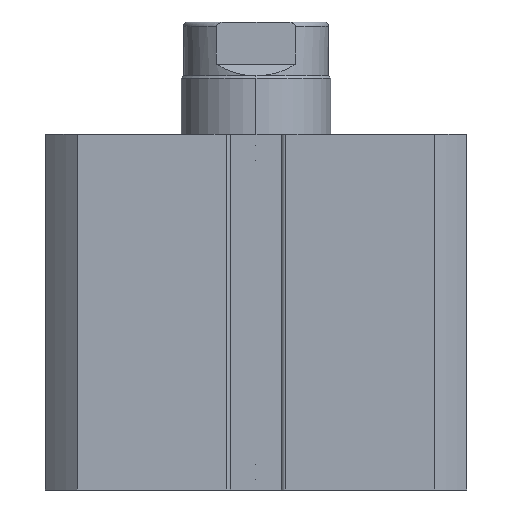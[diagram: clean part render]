
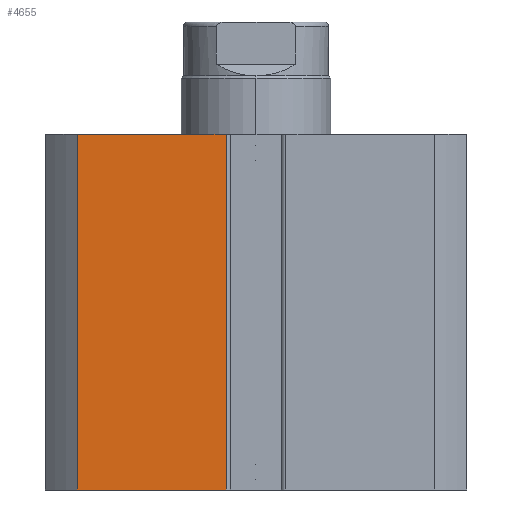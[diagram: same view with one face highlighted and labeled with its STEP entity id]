
A CAD part, front view. The second image highlights one B-rep face of the part: STEP entity #4655.
In plain terms, the highlighted planar face has unit normal (0, -1, 0).
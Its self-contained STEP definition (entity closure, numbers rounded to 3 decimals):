
#118 = VERTEX_POINT ( 'NONE', #3892 ) ;
#452 = EDGE_CURVE ( 'NONE', #118, #3088, #3340, .T. ) ;
#453 = EDGE_CURVE ( 'NONE', #3000, #3015, #3331, .T. ) ;
#471 = AXIS2_PLACEMENT_3D ( 'NONE', #5376, #5379, #5380 ) ;
#681 = EDGE_CURVE ( 'NONE', #3088, #3015, #3506, .T. ) ;
#1144 = EDGE_CURVE ( 'NONE', #118, #3000, #4939, .T. ) ;
#1805 = DIRECTION ( 'NONE',  ( 0., 0., 1. ) ) ;
#1863 = DIRECTION ( 'NONE',  ( 1., 0., 0. ) ) ;
#1979 = DIRECTION ( 'NONE',  ( 0., 0., 1. ) ) ;
#2054 = CARTESIAN_POINT ( 'NONE',  ( -3.2, -22.5, 38. ) ) ;
#2074 = CARTESIAN_POINT ( 'NONE',  ( -19.079, -22.5, 0. ) ) ;
#2594 = CARTESIAN_POINT ( 'NONE',  ( -22.5, -22.5, 38. ) ) ;
#2863 = ORIENTED_EDGE ( 'NONE', *, *, #681, .F. ) ;
#2866 = ORIENTED_EDGE ( 'NONE', *, *, #453, .T. ) ;
#2883 = ORIENTED_EDGE ( 'NONE', *, *, #1144, .T. ) ;
#2982 = ORIENTED_EDGE ( 'NONE', *, *, #452, .F. ) ;
#3000 = VERTEX_POINT ( 'NONE', #6528 ) ;
#3015 = VERTEX_POINT ( 'NONE', #6542 ) ;
#3088 = VERTEX_POINT ( 'NONE', #6612 ) ;
#3331 = LINE ( 'NONE', #2054, #3342 ) ;
#3340 = LINE ( 'NONE', #2074, #3341 ) ;
#3341 = VECTOR ( 'NONE', #1805, 1000. ) ;
#3342 = VECTOR ( 'NONE', #1979, 1000. ) ;
#3506 = LINE ( 'NONE', #2594, #3508 ) ;
#3508 = VECTOR ( 'NONE', #1863, 1000. ) ;
#3892 = CARTESIAN_POINT ( 'NONE',  ( -19.079, -22.5, 0. ) ) ;
#4224 = EDGE_LOOP ( 'NONE', ( #2982, #2883, #2866, #2863 ) ) ;
#4655 = ADVANCED_FACE ( 'NONE', ( #5144 ), #5377, .F. ) ;
#4939 = LINE ( 'NONE', #6345, #4945 ) ;
#4945 = VECTOR ( 'NONE', #6346, 1000. ) ;
#5144 = FACE_OUTER_BOUND ( 'NONE', #4224, .T. ) ;
#5376 = CARTESIAN_POINT ( 'NONE',  ( -22.5, -22.5, 38. ) ) ;
#5377 = PLANE ( 'NONE',  #471 ) ;
#5379 = DIRECTION ( 'NONE',  ( 0., 1., 0. ) ) ;
#5380 = DIRECTION ( 'NONE',  ( 0., 0., 1. ) ) ;
#6345 = CARTESIAN_POINT ( 'NONE',  ( -22.5, -22.5, 0. ) ) ;
#6346 = DIRECTION ( 'NONE',  ( 1., 0., 0. ) ) ;
#6528 = CARTESIAN_POINT ( 'NONE',  ( -3.2, -22.5, 0. ) ) ;
#6542 = CARTESIAN_POINT ( 'NONE',  ( -3.2, -22.5, 38. ) ) ;
#6612 = CARTESIAN_POINT ( 'NONE',  ( -19.079, -22.5, 38. ) ) ;
